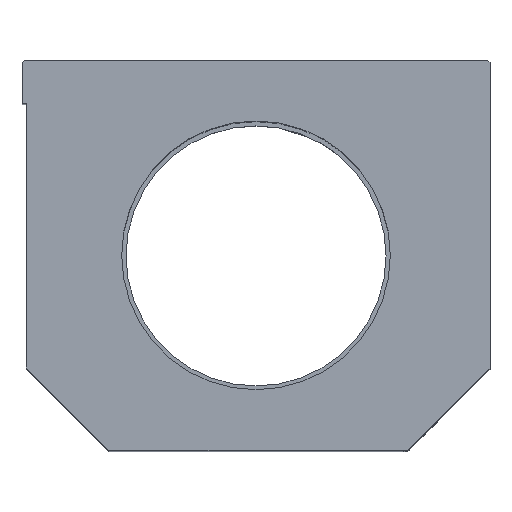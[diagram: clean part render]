
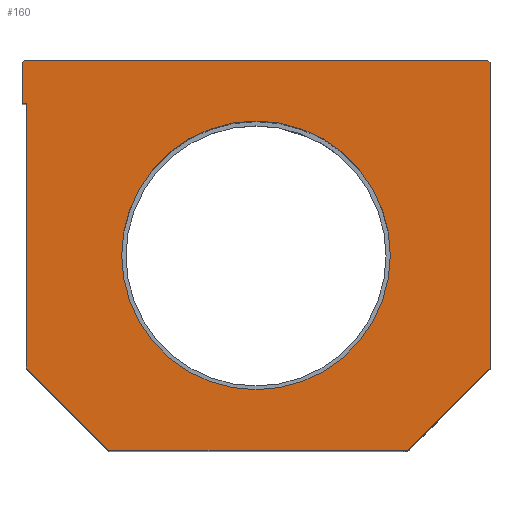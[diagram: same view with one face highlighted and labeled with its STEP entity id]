
A CAD part, top view. The second image highlights one B-rep face of the part: STEP entity #160.
In plain terms, the highlighted planar face has unit normal (0, 0, 1).
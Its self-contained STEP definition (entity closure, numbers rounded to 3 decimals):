
#160 = ADVANCED_FACE( '', ( #354, #355 ), #356, .T. );
#354 = FACE_BOUND( '', #551, .T. );
#355 = FACE_OUTER_BOUND( '', #552, .T. );
#356 = PLANE( '', #553 );
#551 = EDGE_LOOP( '', ( #1208, #1209 ) );
#552 = EDGE_LOOP( '', ( #1210, #1211, #1212, #1213, #1214, #1215, #1216, #1217, #1218, #1219 ) );
#553 = AXIS2_PLACEMENT_3D( '', #1220, #1221, #1222 );
#1208 = ORIENTED_EDGE( '', *, *, #1429, .T. );
#1209 = ORIENTED_EDGE( '', *, *, #1239, .T. );
#1210 = ORIENTED_EDGE( '', *, *, #1430, .F. );
#1211 = ORIENTED_EDGE( '', *, *, #1446, .F. );
#1212 = ORIENTED_EDGE( '', *, *, #1443, .F. );
#1213 = ORIENTED_EDGE( '', *, *, #1409, .F. );
#1214 = ORIENTED_EDGE( '', *, *, #1414, .F. );
#1215 = ORIENTED_EDGE( '', *, *, #1439, .F. );
#1216 = ORIENTED_EDGE( '', *, *, #1402, .F. );
#1217 = ORIENTED_EDGE( '', *, *, #1406, .F. );
#1218 = ORIENTED_EDGE( '', *, *, #1437, .F. );
#1219 = ORIENTED_EDGE( '', *, *, #1434, .F. );
#1220 = CARTESIAN_POINT( '', ( 0., 0., 176. ) );
#1221 = DIRECTION( '', ( 0., 0., 1. ) );
#1222 = DIRECTION( '', ( 1., 0., 0. ) );
#1239 = EDGE_CURVE( '', #1451, #1448, #1452, .T. );
#1402 = EDGE_CURVE( '', #1729, #1731, #1732, .T. );
#1406 = EDGE_CURVE( '', #1736, #1729, #1738, .T. );
#1409 = EDGE_CURVE( '', #1740, #1742, #1743, .T. );
#1414 = EDGE_CURVE( '', #1749, #1740, #1751, .T. );
#1429 = EDGE_CURVE( '', #1448, #1451, #1766, .T. );
#1430 = EDGE_CURVE( '', #1767, #1768, #1769, .T. );
#1434 = EDGE_CURVE( '', #1768, #1775, #1776, .T. );
#1437 = EDGE_CURVE( '', #1775, #1736, #1780, .T. );
#1439 = EDGE_CURVE( '', #1731, #1749, #1782, .T. );
#1443 = EDGE_CURVE( '', #1742, #1787, #1788, .T. );
#1446 = EDGE_CURVE( '', #1787, #1767, #1792, .T. );
#1448 = VERTEX_POINT( '', #1794 );
#1451 = VERTEX_POINT( '', #1798 );
#1452 = CIRCLE( '', #1799, 31. );
#1729 = VERTEX_POINT( '', #2210 );
#1731 = VERTEX_POINT( '', #2213 );
#1732 = LINE( '', #2214, #2215 );
#1736 = VERTEX_POINT( '', #2221 );
#1738 = LINE( '', #2224, #2225 );
#1740 = VERTEX_POINT( '', #2228 );
#1742 = VERTEX_POINT( '', #2231 );
#1743 = LINE( '', #2232, #2233 );
#1749 = VERTEX_POINT( '', #2242 );
#1751 = LINE( '', #2245, #2246 );
#1766 = CIRCLE( '', #2262, 31. );
#1767 = VERTEX_POINT( '', #2263 );
#1768 = VERTEX_POINT( '', #2264 );
#1769 = LINE( '', #2265, #2266 );
#1775 = VERTEX_POINT( '', #2275 );
#1776 = LINE( '', #2276, #2277 );
#1780 = LINE( '', #2283, #2284 );
#1782 = LINE( '', #2287, #2288 );
#1787 = VERTEX_POINT( '', #2296 );
#1788 = LINE( '', #2297, #2298 );
#1792 = LINE( '', #2304, #2305 );
#1794 = CARTESIAN_POINT( '', ( 0., 76., 176. ) );
#1798 = CARTESIAN_POINT( '', ( 0., 14., 176. ) );
#1799 = AXIS2_PLACEMENT_3D( '', #2309, #2310, #2311 );
#2210 = CARTESIAN_POINT( '', ( 54., 19., 176. ) );
#2213 = CARTESIAN_POINT( '', ( 35., 0., 176. ) );
#2214 = CARTESIAN_POINT( '', ( 35., 0., 176. ) );
#2215 = VECTOR( '', #2622, 1. );
#2221 = CARTESIAN_POINT( '', ( 54., 89.5, 176. ) );
#2224 = CARTESIAN_POINT( '', ( 54., 19., 176. ) );
#2225 = VECTOR( '', #2626, 1. );
#2228 = CARTESIAN_POINT( '', ( -53., 19., 176. ) );
#2231 = CARTESIAN_POINT( '', ( -53., 80., 176. ) );
#2232 = CARTESIAN_POINT( '', ( -53., 80., 176. ) );
#2233 = VECTOR( '', #2629, 1. );
#2242 = CARTESIAN_POINT( '', ( -34., 0., 176. ) );
#2245 = CARTESIAN_POINT( '', ( -53., 19., 176. ) );
#2246 = VECTOR( '', #2634, 1. );
#2262 = AXIS2_PLACEMENT_3D( '', #2675, #2676, #2677 );
#2263 = CARTESIAN_POINT( '', ( -54., 89.5, 176. ) );
#2264 = CARTESIAN_POINT( '', ( -53.5, 90., 176. ) );
#2265 = CARTESIAN_POINT( '', ( -53.5, 90., 176. ) );
#2266 = VECTOR( '', #2678, 1. );
#2275 = CARTESIAN_POINT( '', ( 53.5, 90., 176. ) );
#2276 = CARTESIAN_POINT( '', ( 53.5, 90., 176. ) );
#2277 = VECTOR( '', #2682, 1. );
#2283 = CARTESIAN_POINT( '', ( 54., 89.5, 176. ) );
#2284 = VECTOR( '', #2685, 1. );
#2287 = CARTESIAN_POINT( '', ( -34., 0., 176. ) );
#2288 = VECTOR( '', #2687, 1. );
#2296 = CARTESIAN_POINT( '', ( -54., 80., 176. ) );
#2297 = CARTESIAN_POINT( '', ( -54., 80., 176. ) );
#2298 = VECTOR( '', #2691, 1. );
#2304 = CARTESIAN_POINT( '', ( -54., 89.5, 176. ) );
#2305 = VECTOR( '', #2694, 1. );
#2309 = CARTESIAN_POINT( '', ( 0., 45., 176. ) );
#2310 = DIRECTION( '', ( 0., 0., -1. ) );
#2311 = DIRECTION( '', ( 0., 1., 0. ) );
#2622 = DIRECTION( '', ( -0.707, -0.707, 0. ) );
#2626 = DIRECTION( '', ( 0., -1., 0. ) );
#2629 = DIRECTION( '', ( 0., 1., 0. ) );
#2634 = DIRECTION( '', ( -0.707, 0.707, 0. ) );
#2675 = CARTESIAN_POINT( '', ( 0., 45., 176. ) );
#2676 = DIRECTION( '', ( 0., 0., -1. ) );
#2677 = DIRECTION( '', ( 0., 1., 0. ) );
#2678 = DIRECTION( '', ( 0.707, 0.707, 0. ) );
#2682 = DIRECTION( '', ( 1., 0., 0. ) );
#2685 = DIRECTION( '', ( 0.707, -0.707, 0. ) );
#2687 = DIRECTION( '', ( -1., 0., 0. ) );
#2691 = DIRECTION( '', ( -1., 0., 0. ) );
#2694 = DIRECTION( '', ( 0., 1., 0. ) );
